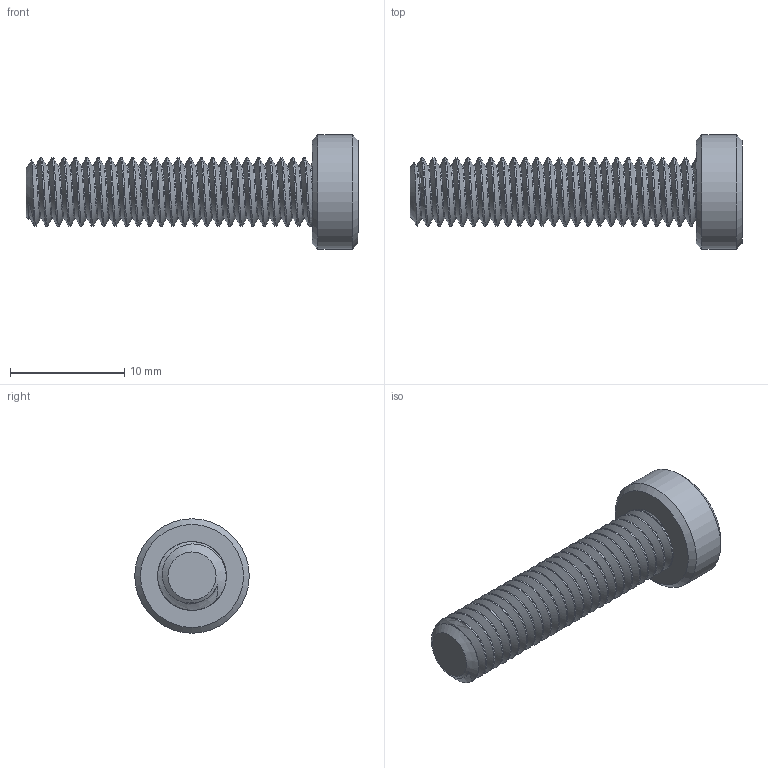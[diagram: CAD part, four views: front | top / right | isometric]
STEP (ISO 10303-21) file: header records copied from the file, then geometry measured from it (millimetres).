
FILE_DESCRIPTION(/* description */ (''),/* implementation_level */ '2;1');
FILE_NAME(/* name */ 'M6x25LHSCS-0 v1.step',/* time_stamp */ '2020-09-15T10:18:28-04:00',/* author */ (''),/* organization */ (''),/* preprocessor_version */ 'ST-DEVELOPER v18.1',/* originating_system */ 'Autodesk Translation Framework v9.3.0.1241',/* authorisation */ '');
FILE_SCHEMA (('AUTOMOTIVE_DESIGN { 1 0 10303 214 3 1 1 }'));
Length unit declared in the file: millimetre
Products named in the file (2): M6x25LHSCS-0; 92855A622
Assembly tree (1 placements, depth 2):
  M6x25LHSCS-0
    92855A622
Bounding box: 29 x 10 x 10 mm (x, y, z)
Volume: 828.7 mm3; surface area: 1029.6 mm2
Topology: 1 solids, 1 shells, 74 faces, 197 edges, 127 vertices
Faces by surface type: cylinder 53, plane 10, cone 9, bspline 2
Full cylindrical faces by diameter (mm): 4.701 x24, 6 x24, 10 x1
Entity records: 6990 total; most frequent: CARTESIAN_POINT 5322, ORIENTED_EDGE 394, DIRECTION 248, EDGE_CURVE 197, VERTEX_POINT 127, B_SPLINE_CURVE_WITH_KNOTS 109, AXIS2_PLACEMENT_3D 91, EDGE_LOOP 76
